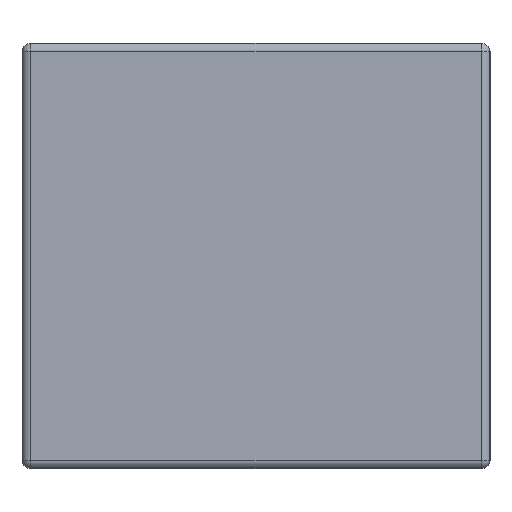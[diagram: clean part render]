
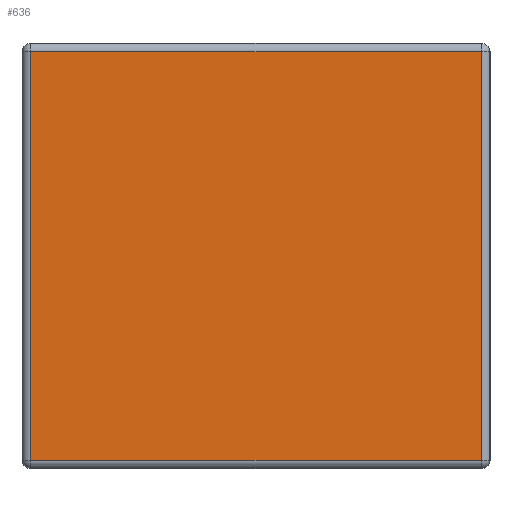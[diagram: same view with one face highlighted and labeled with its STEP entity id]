
A CAD part, left-side view. The second image highlights one B-rep face of the part: STEP entity #636.
In plain terms, the highlighted planar face has unit normal (-1, 0, 0).
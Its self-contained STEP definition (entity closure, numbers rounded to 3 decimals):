
#90 = LINE ( 'NONE', #1859, #1709 ) ;
#114 = FACE_OUTER_BOUND ( 'NONE', #1882, .T. ) ;
#167 = CARTESIAN_POINT ( 'NONE',  ( -1., 0.01, 0.49 ) ) ;
#351 = ORIENTED_EDGE ( 'NONE', *, *, #1539, .T. ) ;
#451 = LINE ( 'NONE', #1867, #1655 ) ;
#545 = VECTOR ( 'NONE', #1554, 1000. ) ;
#601 = VERTEX_POINT ( 'NONE', #844 ) ;
#636 = ADVANCED_FACE ( 'NONE', ( #114 ), #1981, .T. ) ;
#654 = AXIS2_PLACEMENT_3D ( 'NONE', #1686, #740, #1839 ) ;
#740 = DIRECTION ( 'NONE',  ( -1., 0., 0. ) ) ;
#760 = CARTESIAN_POINT ( 'NONE',  ( -1., 0.54, 0.5 ) ) ;
#770 = VECTOR ( 'NONE', #1419, 1000. ) ;
#797 = VERTEX_POINT ( 'NONE', #1975 ) ;
#844 = CARTESIAN_POINT ( 'NONE',  ( -1., 0.54, 0.01 ) ) ;
#915 = CARTESIAN_POINT ( 'NONE',  ( -1., 0.54, 0.49 ) ) ;
#936 = DIRECTION ( 'NONE',  ( 0., 0., 1. ) ) ;
#1094 = ORIENTED_EDGE ( 'NONE', *, *, #1429, .T. ) ;
#1200 = LINE ( 'NONE', #1273, #770 ) ;
#1273 = CARTESIAN_POINT ( 'NONE',  ( -1., 0., 0.01 ) ) ;
#1309 = VERTEX_POINT ( 'NONE', #915 ) ;
#1400 = LINE ( 'NONE', #760, #545 ) ;
#1419 = DIRECTION ( 'NONE',  ( 0., -1., 0. ) ) ;
#1429 = EDGE_CURVE ( 'NONE', #1309, #601, #1400, .T. ) ;
#1539 = EDGE_CURVE ( 'NONE', #1711, #1309, #90, .T. ) ;
#1554 = DIRECTION ( 'NONE',  ( 0., 0., -1. ) ) ;
#1565 = DIRECTION ( 'NONE',  ( 0., 1., 0. ) ) ;
#1633 = EDGE_CURVE ( 'NONE', #797, #1711, #451, .T. ) ;
#1655 = VECTOR ( 'NONE', #936, 1000. ) ;
#1686 = CARTESIAN_POINT ( 'NONE',  ( -1., 0., 0.5 ) ) ;
#1709 = VECTOR ( 'NONE', #1565, 1000. ) ;
#1711 = VERTEX_POINT ( 'NONE', #167 ) ;
#1738 = EDGE_CURVE ( 'NONE', #601, #797, #1200, .T. ) ;
#1839 = DIRECTION ( 'NONE',  ( 0., 0., 1. ) ) ;
#1851 = ORIENTED_EDGE ( 'NONE', *, *, #1738, .T. ) ;
#1857 = ORIENTED_EDGE ( 'NONE', *, *, #1633, .T. ) ;
#1859 = CARTESIAN_POINT ( 'NONE',  ( -1., 0.55, 0.49 ) ) ;
#1867 = CARTESIAN_POINT ( 'NONE',  ( -1., 0.01, 0.5 ) ) ;
#1882 = EDGE_LOOP ( 'NONE', ( #1851, #1857, #351, #1094 ) ) ;
#1975 = CARTESIAN_POINT ( 'NONE',  ( -1., 0.01, 0.01 ) ) ;
#1981 = PLANE ( 'NONE',  #654 ) ;
